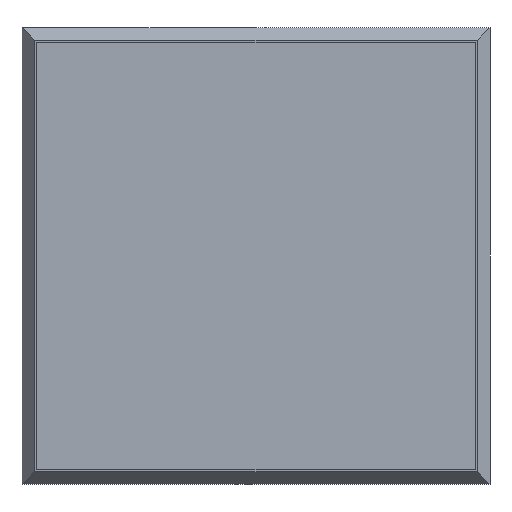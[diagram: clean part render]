
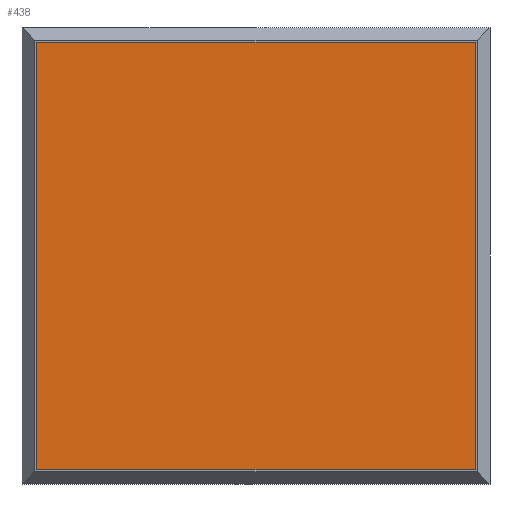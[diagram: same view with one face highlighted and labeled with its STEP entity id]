
A CAD part, front view. The second image highlights one B-rep face of the part: STEP entity #438.
In plain terms, the highlighted planar face has unit normal (0, -1, 0).
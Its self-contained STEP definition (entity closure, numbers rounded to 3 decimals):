
#5 = VERTEX_POINT ( 'NONE', #403 ) ;
#20 = ORIENTED_EDGE ( 'NONE', *, *, #521, .T. ) ;
#72 = CARTESIAN_POINT ( 'NONE',  ( 0., -20., 0. ) ) ;
#103 = DIRECTION ( 'NONE',  ( 0., 0., -1. ) ) ;
#107 = ORIENTED_EDGE ( 'NONE', *, *, #182, .T. ) ;
#135 = DIRECTION ( 'NONE',  ( 0., -1., 0. ) ) ;
#182 = EDGE_CURVE ( 'NONE', #744, #5, #639, .T. ) ;
#189 = PLANE ( 'NONE',  #481 ) ;
#276 = LINE ( 'NONE', #704, #789 ) ;
#282 = DIRECTION ( 'NONE',  ( 0., 0., 1. ) ) ;
#343 = FACE_OUTER_BOUND ( 'NONE', #359, .T. ) ;
#346 = VERTEX_POINT ( 'NONE', #615 ) ;
#354 = CARTESIAN_POINT ( 'NONE',  ( -76.09, -20., 57.117 ) ) ;
#359 = EDGE_LOOP ( 'NONE', ( #107, #20, #617, #613 ) ) ;
#382 = DIRECTION ( 'NONE',  ( -1., 0., 0. ) ) ;
#403 = CARTESIAN_POINT ( 'NONE',  ( -76.09, -20., -514.098 ) ) ;
#406 = CARTESIAN_POINT ( 'NONE',  ( 510.125, -20., -514.098 ) ) ;
#413 = CARTESIAN_POINT ( 'NONE',  ( -76.09, -20., 57.117 ) ) ;
#418 = LINE ( 'NONE', #555, #741 ) ;
#438 = ADVANCED_FACE ( 'NONE', ( #343 ), #189, .T. ) ;
#481 = AXIS2_PLACEMENT_3D ( 'NONE', #72, #135, #103 ) ;
#501 = VECTOR ( 'NONE', #781, 1000. ) ;
#521 = EDGE_CURVE ( 'NONE', #5, #752, #276, .T. ) ;
#546 = VECTOR ( 'NONE', #382, 1000. ) ;
#555 = CARTESIAN_POINT ( 'NONE',  ( 510.125, -20., 57.117 ) ) ;
#613 = ORIENTED_EDGE ( 'NONE', *, *, #783, .T. ) ;
#615 = CARTESIAN_POINT ( 'NONE',  ( 510.125, -20., 57.117 ) ) ;
#616 = EDGE_CURVE ( 'NONE', #752, #346, #418, .T. ) ;
#617 = ORIENTED_EDGE ( 'NONE', *, *, #616, .T. ) ;
#638 = LINE ( 'NONE', #354, #546 ) ;
#639 = LINE ( 'NONE', #786, #501 ) ;
#689 = DIRECTION ( 'NONE',  ( 1., 0., 0. ) ) ;
#704 = CARTESIAN_POINT ( 'NONE',  ( -76.09, -20., -514.098 ) ) ;
#741 = VECTOR ( 'NONE', #282, 1000. ) ;
#744 = VERTEX_POINT ( 'NONE', #413 ) ;
#752 = VERTEX_POINT ( 'NONE', #406 ) ;
#781 = DIRECTION ( 'NONE',  ( 0., 0., -1. ) ) ;
#783 = EDGE_CURVE ( 'NONE', #346, #744, #638, .T. ) ;
#786 = CARTESIAN_POINT ( 'NONE',  ( -76.09, -20., 57.117 ) ) ;
#789 = VECTOR ( 'NONE', #689, 1000. ) ;
